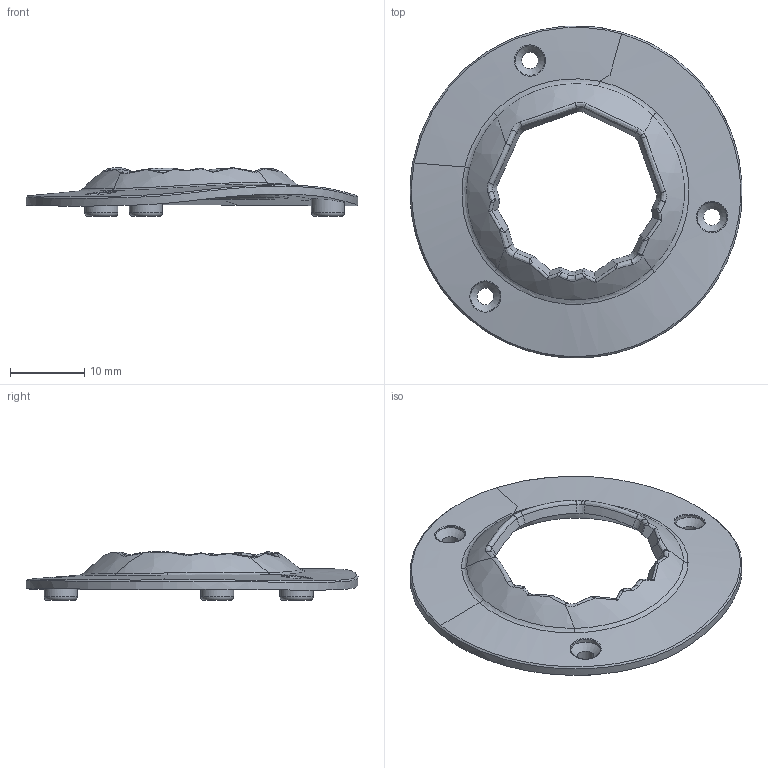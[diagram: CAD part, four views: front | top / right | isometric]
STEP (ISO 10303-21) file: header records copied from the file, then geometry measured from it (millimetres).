
FILE_DESCRIPTION(/* description */ ('','CAx-IF Rec.Pracs.---Representation and Presentation of Product Manufacturing Information (PMI)---4.0---2014-10-13'),/* implementation_level */ '2;1');
FILE_NAME(/* name */ 'Gateplate-MaxMinWD.step',/* time_stamp */ '2025-02-10T23:51:55-08:00',/* author */ (''),/* organization */ (''),/* preprocessor_version */ 'ST-DEVELOPER v20',/* originating_system */ 'Autodesk Translation Framework v13.20.0.188',/* authorisation */ '');
FILE_SCHEMA (('AP242_MANAGED_MODEL_BASED_3D_ENGINEERING_MIM_LF { 1 0 10303 442 1 1 4 }'));
Length unit declared in the file: millimetre
Products named in the file (1): RemovableGateOEMv1
Bounding box: 44.7 x 44.71 x 6.6 mm (x, y, z)
Volume: 1850.9 mm3; surface area: 2947.6 mm2
Topology: 1 solids, 1 shells, 119 faces, 319 edges, 204 vertices
Faces by surface type: bspline 92, plane 11, cylinder 10, cone 3, torus 3
Full cylindrical faces by diameter (mm): 2.25 x3, 4 x2, 4.46 x3, 44.732 x1
Entity records: 19198 total; most frequent: CARTESIAN_POINT 16743, ORIENTED_EDGE 638, EDGE_CURVE 319, DIRECTION 309, VERTEX_POINT 204, B_SPLINE_CURVE_WITH_KNOTS 170, AXIS2_PLACEMENT_3D 145, EDGE_LOOP 129
